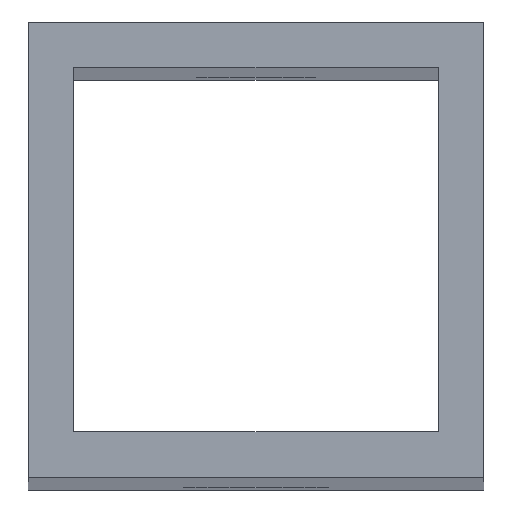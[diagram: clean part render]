
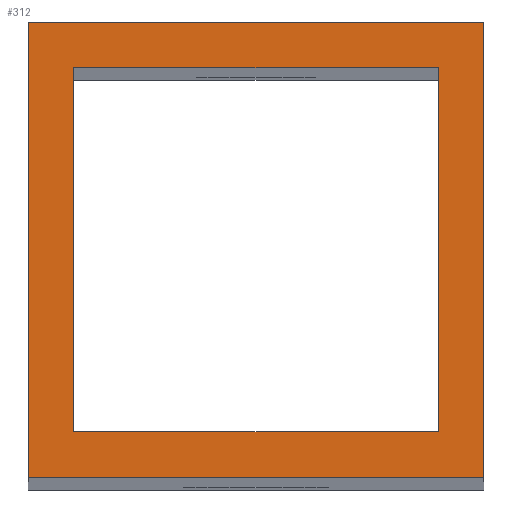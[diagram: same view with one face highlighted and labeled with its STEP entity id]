
A CAD part, top view. The second image highlights one B-rep face of the part: STEP entity #312.
In plain terms, the highlighted planar face has unit normal (0, 0, 1).
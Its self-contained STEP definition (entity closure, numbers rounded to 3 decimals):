
#28=LINE('',#454,#52);
#32=LINE('',#464,#56);
#35=LINE('',#474,#59);
#38=LINE('',#485,#62);
#42=LINE('',#495,#66);
#45=LINE('',#505,#69);
#47=LINE('',#510,#71);
#49=LINE('',#515,#73);
#52=VECTOR('',#371,1000.);
#56=VECTOR('',#379,1000.);
#59=VECTOR('',#388,1000.);
#62=VECTOR('',#397,1000.);
#66=VECTOR('',#405,1000.);
#69=VECTOR('',#414,1000.);
#71=VECTOR('',#420,1000.);
#73=VECTOR('',#426,1000.);
#118=ORIENTED_EDGE('',*,*,#165,.F.);
#119=ORIENTED_EDGE('',*,*,#170,.F.);
#120=ORIENTED_EDGE('',*,*,#175,.F.);
#121=ORIENTED_EDGE('',*,*,#178,.F.);
#122=ORIENTED_EDGE('',*,*,#150,.T.);
#123=ORIENTED_EDGE('',*,*,#155,.T.);
#124=ORIENTED_EDGE('',*,*,#160,.T.);
#125=ORIENTED_EDGE('',*,*,#181,.T.);
#150=EDGE_CURVE('',#187,#186,#28,.T.);
#155=EDGE_CURVE('',#186,#190,#32,.T.);
#160=EDGE_CURVE('',#190,#194,#35,.T.);
#165=EDGE_CURVE('',#199,#200,#38,.T.);
#170=EDGE_CURVE('',#203,#199,#42,.T.);
#175=EDGE_CURVE('',#207,#203,#45,.T.);
#178=EDGE_CURVE('',#200,#207,#47,.T.);
#181=EDGE_CURVE('',#194,#187,#49,.T.);
#186=VERTEX_POINT('',#453);
#187=VERTEX_POINT('',#455);
#190=VERTEX_POINT('',#463);
#194=VERTEX_POINT('',#473);
#199=VERTEX_POINT('',#484);
#200=VERTEX_POINT('',#486);
#203=VERTEX_POINT('',#494);
#207=VERTEX_POINT('',#504);
#242=EDGE_LOOP('',(#118,#119,#120,#121));
#243=EDGE_LOOP('',(#122,#123,#124,#125));
#278=FACE_BOUND('',#242,.T.);
#279=FACE_BOUND('',#243,.T.);
#302=PLANE('',#353);
#312=ADVANCED_FACE('',(#278,#279),#302,.T.);
#353=AXIS2_PLACEMENT_3D('',#516,#427,#428);
#371=DIRECTION('',(0.,-1.,0.));
#379=DIRECTION('',(1.,0.,0.));
#388=DIRECTION('',(0.,1.,0.));
#397=DIRECTION('',(0.,-1.,0.));
#405=DIRECTION('',(-1.,0.,0.));
#414=DIRECTION('',(0.,1.,0.));
#420=DIRECTION('',(1.,0.,0.));
#426=DIRECTION('',(-1.,0.,0.));
#427=DIRECTION('',(0.,0.,1.));
#428=DIRECTION('',(1.,0.,0.));
#453=CARTESIAN_POINT('',(-5.,-5.,160.));
#454=CARTESIAN_POINT('',(-5.,5.,160.));
#455=CARTESIAN_POINT('',(-5.,5.,160.));
#463=CARTESIAN_POINT('',(5.,-5.,160.));
#464=CARTESIAN_POINT('',(-5.,-5.,160.));
#473=CARTESIAN_POINT('',(5.,5.,160.));
#474=CARTESIAN_POINT('',(5.,-5.,160.));
#484=CARTESIAN_POINT('',(-4.,4.,160.));
#485=CARTESIAN_POINT('',(-4.,4.,160.));
#486=CARTESIAN_POINT('',(-4.,-4.,160.));
#494=CARTESIAN_POINT('',(4.,4.,160.));
#495=CARTESIAN_POINT('',(4.,4.,160.));
#504=CARTESIAN_POINT('',(4.,-4.,160.));
#505=CARTESIAN_POINT('',(4.,-4.,160.));
#510=CARTESIAN_POINT('',(-4.,-4.,160.));
#515=CARTESIAN_POINT('',(5.,5.,160.));
#516=CARTESIAN_POINT('',(0.,0.,160.));
